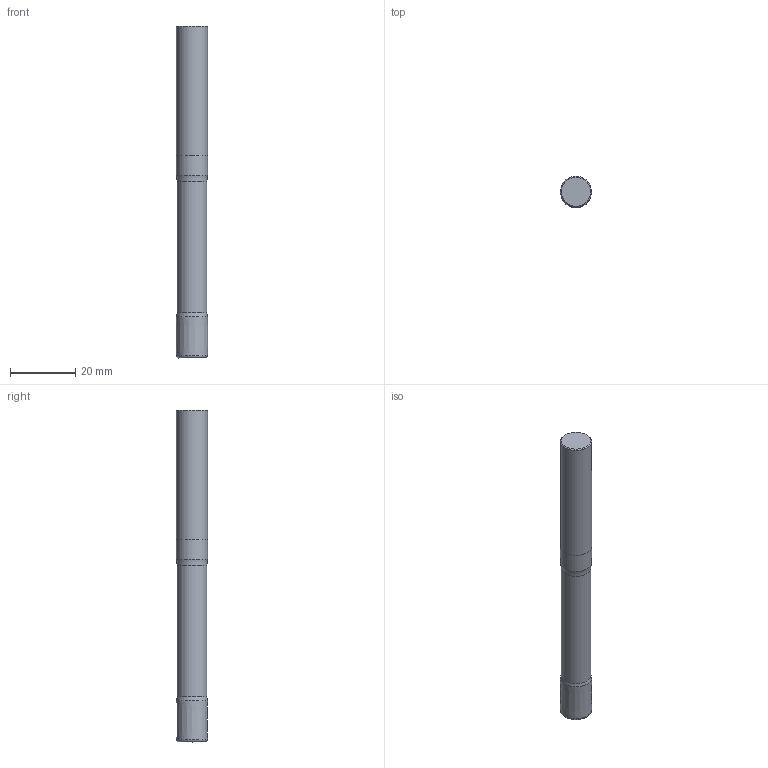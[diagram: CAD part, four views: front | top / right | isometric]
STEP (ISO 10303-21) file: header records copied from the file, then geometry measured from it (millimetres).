
FILE_DESCRIPTION(/* description */ (''),/* implementation_level */ '2;1');
FILE_NAME(/* name */ 'AN345R.375E2R030.0Z3_ANF.stp',/* time_stamp */ '2020-08-27T10:23:06+06:00',/* author */ (''),/* organization */ (''),/* preprocessor_version */ 'ST-DEVELOPER v16.7',/* originating_system */ 'SIEMENS PLM Software NX 12.0',/* authorisation */ '');
FILE_SCHEMA (('AUTOMOTIVE_DESIGN { 1 0 10303 214 3 1 1 1 }'));
Length unit declared in the file: millimetre
Products named in the file (1): INPU5BA41C40pin3
Bounding box: 9.53 x 9.53 x 101.6 mm (x, y, z)
Volume: 6993.9 mm3; surface area: 3402.9 mm2
Topology: 3 solids, 3 shells, 14 faces, 23 edges, 14 vertices
Faces by surface type: plane 5, cone 4, cylinder 3, torus 2
Full cylindrical faces by diameter (mm): 9.144 x1, 9.525 x2
Entity records: 330 total; most frequent: DIRECTION 58, CARTESIAN_POINT 41, AXIS2_PLACEMENT_3D 29, EDGE_LOOP 22, ORIENTED_EDGE 22, FACE_BOUND 18, ADVANCED_FACE 14, VERTEX_POINT 12
